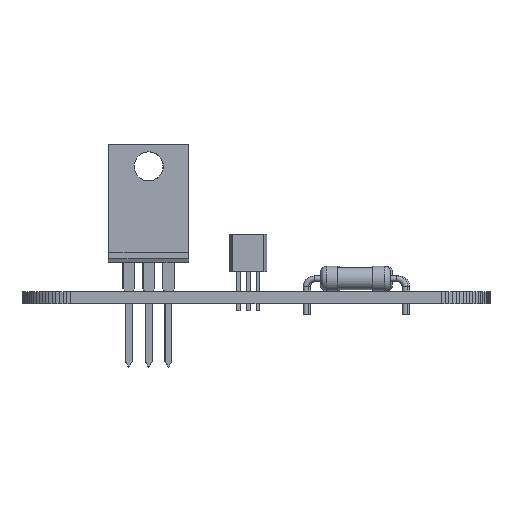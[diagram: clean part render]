
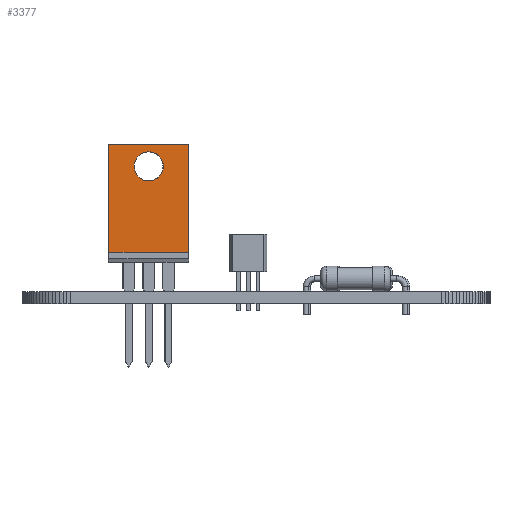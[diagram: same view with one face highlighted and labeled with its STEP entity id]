
A CAD part, front view. The second image highlights one B-rep face of the part: STEP entity #3377.
In plain terms, the highlighted face is planar.
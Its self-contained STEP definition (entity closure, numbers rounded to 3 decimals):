
#857 = PLANE('',#858);
#858 = AXIS2_PLACEMENT_3D('',#859,#860,#861);
#859 = CARTESIAN_POINT('',(7.655,3.16,5.));
#860 = DIRECTION('',(1.,0.,0.));
#861 = DIRECTION('',(0.,-1.,0.));
#913 = PLANE('',#914);
#914 = AXIS2_PLACEMENT_3D('',#915,#916,#917);
#915 = CARTESIAN_POINT('',(-2.575,1.89,5.));
#916 = DIRECTION('',(-1.,0.,0.));
#917 = DIRECTION('',(0.,1.,0.));
#990 = PLANE('',#991);
#991 = AXIS2_PLACEMENT_3D('',#992,#993,#994);
#992 = CARTESIAN_POINT('',(-2.575,3.16,5.));
#993 = DIRECTION('',(0.,0.,1.));
#994 = DIRECTION('',(1.,0.,-0.));
#2047 = VERTEX_POINT('',#2048);
#2048 = CARTESIAN_POINT('',(-2.575,3.16,18.775));
#2062 = PLANE('',#2063);
#2063 = AXIS2_PLACEMENT_3D('',#2064,#2065,#2066);
#2064 = CARTESIAN_POINT('',(-2.575,3.16,18.775));
#2065 = DIRECTION('',(0.,0.,1.));
#2066 = DIRECTION('',(1.,0.,-0.));
#2074 = EDGE_CURVE('',#2075,#2047,#2077,.T.);
#2075 = VERTEX_POINT('',#2076);
#2076 = CARTESIAN_POINT('',(-2.575,3.16,5.));
#2077 = SURFACE_CURVE('',#2078,(#2082,#2089),.PCURVE_S1.);
#2078 = LINE('',#2079,#2080);
#2079 = CARTESIAN_POINT('',(-2.575,3.16,5.));
#2080 = VECTOR('',#2081,1.);
#2081 = DIRECTION('',(0.,0.,1.));
#2082 = PCURVE('',#913,#2083);
#2083 = DEFINITIONAL_REPRESENTATION('',(#2084),#2088);
#2084 = LINE('',#2085,#2086);
#2085 = CARTESIAN_POINT('',(1.27,0.));
#2086 = VECTOR('',#2087,1.);
#2087 = DIRECTION('',(0.,-1.));
#2088 = ( GEOMETRIC_REPRESENTATION_CONTEXT(2) 
PARAMETRIC_REPRESENTATION_CONTEXT() REPRESENTATION_CONTEXT('2D SPACE',''
  ) );
#2089 = PCURVE('',#2090,#2095);
#2090 = PLANE('',#2091);
#2091 = AXIS2_PLACEMENT_3D('',#2092,#2093,#2094);
#2092 = CARTESIAN_POINT('',(-2.575,3.16,5.));
#2093 = DIRECTION('',(0.,1.,0.));
#2094 = DIRECTION('',(1.,0.,0.));
#2095 = DEFINITIONAL_REPRESENTATION('',(#2096),#2100);
#2096 = LINE('',#2097,#2098);
#2097 = CARTESIAN_POINT('',(0.,0.));
#2098 = VECTOR('',#2099,1.);
#2099 = DIRECTION('',(0.,-1.));
#2100 = ( GEOMETRIC_REPRESENTATION_CONTEXT(2) 
PARAMETRIC_REPRESENTATION_CONTEXT() REPRESENTATION_CONTEXT('2D SPACE',''
  ) );
#2192 = CYLINDRICAL_SURFACE('',#2193,1.868);
#2193 = AXIS2_PLACEMENT_3D('',#2194,#2195,#2196);
#2194 = CARTESIAN_POINT('',(2.54,1.89,16.005));
#2195 = DIRECTION('',(0.,-1.,0.));
#2196 = DIRECTION('',(1.,0.,0.));
#2208 = VERTEX_POINT('',#2209);
#2209 = CARTESIAN_POINT('',(7.655,3.16,5.));
#2230 = EDGE_CURVE('',#2208,#2231,#2233,.T.);
#2231 = VERTEX_POINT('',#2232);
#2232 = CARTESIAN_POINT('',(7.655,3.16,18.775));
#2233 = SURFACE_CURVE('',#2234,(#2238,#2245),.PCURVE_S1.);
#2234 = LINE('',#2235,#2236);
#2235 = CARTESIAN_POINT('',(7.655,3.16,5.));
#2236 = VECTOR('',#2237,1.);
#2237 = DIRECTION('',(0.,0.,1.));
#2238 = PCURVE('',#857,#2239);
#2239 = DEFINITIONAL_REPRESENTATION('',(#2240),#2244);
#2240 = LINE('',#2241,#2242);
#2241 = CARTESIAN_POINT('',(0.,0.));
#2242 = VECTOR('',#2243,1.);
#2243 = DIRECTION('',(0.,-1.));
#2244 = ( GEOMETRIC_REPRESENTATION_CONTEXT(2) 
PARAMETRIC_REPRESENTATION_CONTEXT() REPRESENTATION_CONTEXT('2D SPACE',''
  ) );
#2245 = PCURVE('',#2090,#2246);
#2246 = DEFINITIONAL_REPRESENTATION('',(#2247),#2251);
#2247 = LINE('',#2248,#2249);
#2248 = CARTESIAN_POINT('',(10.23,0.));
#2249 = VECTOR('',#2250,1.);
#2250 = DIRECTION('',(0.,-1.));
#2251 = ( GEOMETRIC_REPRESENTATION_CONTEXT(2) 
PARAMETRIC_REPRESENTATION_CONTEXT() REPRESENTATION_CONTEXT('2D SPACE',''
  ) );
#2280 = EDGE_CURVE('',#2075,#2208,#2281,.T.);
#2281 = SURFACE_CURVE('',#2282,(#2286,#2293),.PCURVE_S1.);
#2282 = LINE('',#2283,#2284);
#2283 = CARTESIAN_POINT('',(-2.575,3.16,5.));
#2284 = VECTOR('',#2285,1.);
#2285 = DIRECTION('',(1.,0.,0.));
#2286 = PCURVE('',#990,#2287);
#2287 = DEFINITIONAL_REPRESENTATION('',(#2288),#2292);
#2288 = LINE('',#2289,#2290);
#2289 = CARTESIAN_POINT('',(0.,0.));
#2290 = VECTOR('',#2291,1.);
#2291 = DIRECTION('',(1.,0.));
#2292 = ( GEOMETRIC_REPRESENTATION_CONTEXT(2) 
PARAMETRIC_REPRESENTATION_CONTEXT() REPRESENTATION_CONTEXT('2D SPACE',''
  ) );
#2293 = PCURVE('',#2090,#2294);
#2294 = DEFINITIONAL_REPRESENTATION('',(#2295),#2299);
#2295 = LINE('',#2296,#2297);
#2296 = CARTESIAN_POINT('',(0.,0.));
#2297 = VECTOR('',#2298,1.);
#2298 = DIRECTION('',(1.,0.));
#2299 = ( GEOMETRIC_REPRESENTATION_CONTEXT(2) 
PARAMETRIC_REPRESENTATION_CONTEXT() REPRESENTATION_CONTEXT('2D SPACE',''
  ) );
#3377 = ADVANCED_FACE('',(#3378,#3404),#2090,.T.);
#3378 = FACE_BOUND('',#3379,.T.);
#3379 = EDGE_LOOP('',(#3380,#3381,#3402,#3403));
#3380 = ORIENTED_EDGE('',*,*,#2074,.T.);
#3381 = ORIENTED_EDGE('',*,*,#3382,.T.);
#3382 = EDGE_CURVE('',#2047,#2231,#3383,.T.);
#3383 = SURFACE_CURVE('',#3384,(#3388,#3395),.PCURVE_S1.);
#3384 = LINE('',#3385,#3386);
#3385 = CARTESIAN_POINT('',(-2.575,3.16,18.775));
#3386 = VECTOR('',#3387,1.);
#3387 = DIRECTION('',(1.,0.,0.));
#3388 = PCURVE('',#2090,#3389);
#3389 = DEFINITIONAL_REPRESENTATION('',(#3390),#3394);
#3390 = LINE('',#3391,#3392);
#3391 = CARTESIAN_POINT('',(0.,-13.775));
#3392 = VECTOR('',#3393,1.);
#3393 = DIRECTION('',(1.,0.));
#3394 = ( GEOMETRIC_REPRESENTATION_CONTEXT(2) 
PARAMETRIC_REPRESENTATION_CONTEXT() REPRESENTATION_CONTEXT('2D SPACE',''
  ) );
#3395 = PCURVE('',#2062,#3396);
#3396 = DEFINITIONAL_REPRESENTATION('',(#3397),#3401);
#3397 = LINE('',#3398,#3399);
#3398 = CARTESIAN_POINT('',(0.,0.));
#3399 = VECTOR('',#3400,1.);
#3400 = DIRECTION('',(1.,0.));
#3401 = ( GEOMETRIC_REPRESENTATION_CONTEXT(2) 
PARAMETRIC_REPRESENTATION_CONTEXT() REPRESENTATION_CONTEXT('2D SPACE',''
  ) );
#3402 = ORIENTED_EDGE('',*,*,#2230,.F.);
#3403 = ORIENTED_EDGE('',*,*,#2280,.F.);
#3404 = FACE_BOUND('',#3405,.T.);
#3405 = EDGE_LOOP('',(#3406));
#3406 = ORIENTED_EDGE('',*,*,#3407,.T.);
#3407 = EDGE_CURVE('',#3408,#3408,#3410,.T.);
#3408 = VERTEX_POINT('',#3409);
#3409 = CARTESIAN_POINT('',(4.408,3.16,16.005));
#3410 = SURFACE_CURVE('',#3411,(#3416,#3427),.PCURVE_S1.);
#3411 = CIRCLE('',#3412,1.868);
#3412 = AXIS2_PLACEMENT_3D('',#3413,#3414,#3415);
#3413 = CARTESIAN_POINT('',(2.54,3.16,16.005));
#3414 = DIRECTION('',(0.,-1.,0.));
#3415 = DIRECTION('',(1.,0.,0.));
#3416 = PCURVE('',#2090,#3417);
#3417 = DEFINITIONAL_REPRESENTATION('',(#3418),#3426);
#3418 = ( BOUNDED_CURVE() B_SPLINE_CURVE(2,(#3419,#3420,#3421,#3422,
#3423,#3424,#3425),.UNSPECIFIED.,.T.,.F.) B_SPLINE_CURVE_WITH_KNOTS((1,2
    ,2,2,2,1),(-2.094,0.,2.094,4.189,
6.283,8.378),.UNSPECIFIED.) CURVE() 
GEOMETRIC_REPRESENTATION_ITEM() RATIONAL_B_SPLINE_CURVE((1.,0.5,1.,0.5,
1.,0.5,1.)) REPRESENTATION_ITEM('') );
#3419 = CARTESIAN_POINT('',(6.983,-11.005));
#3420 = CARTESIAN_POINT('',(6.983,-14.24));
#3421 = CARTESIAN_POINT('',(4.181,-12.622));
#3422 = CARTESIAN_POINT('',(1.38,-11.005));
#3423 = CARTESIAN_POINT('',(4.181,-9.388));
#3424 = CARTESIAN_POINT('',(6.983,-7.77));
#3425 = CARTESIAN_POINT('',(6.983,-11.005));
#3426 = ( GEOMETRIC_REPRESENTATION_CONTEXT(2) 
PARAMETRIC_REPRESENTATION_CONTEXT() REPRESENTATION_CONTEXT('2D SPACE',''
  ) );
#3427 = PCURVE('',#2192,#3428);
#3428 = DEFINITIONAL_REPRESENTATION('',(#3429),#3433);
#3429 = LINE('',#3430,#3431);
#3430 = CARTESIAN_POINT('',(0.,-1.27));
#3431 = VECTOR('',#3432,1.);
#3432 = DIRECTION('',(1.,0.));
#3433 = ( GEOMETRIC_REPRESENTATION_CONTEXT(2) 
PARAMETRIC_REPRESENTATION_CONTEXT() REPRESENTATION_CONTEXT('2D SPACE',''
  ) );
